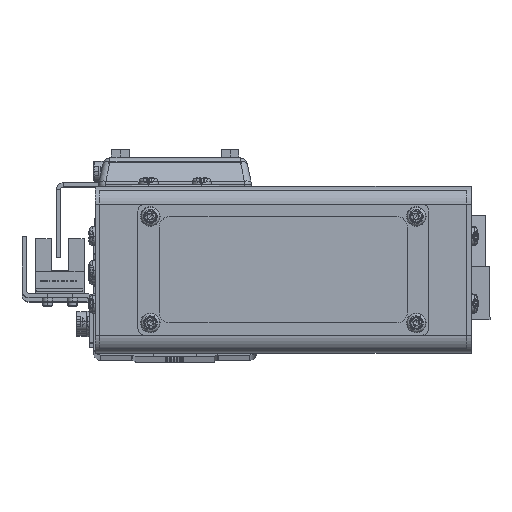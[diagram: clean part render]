
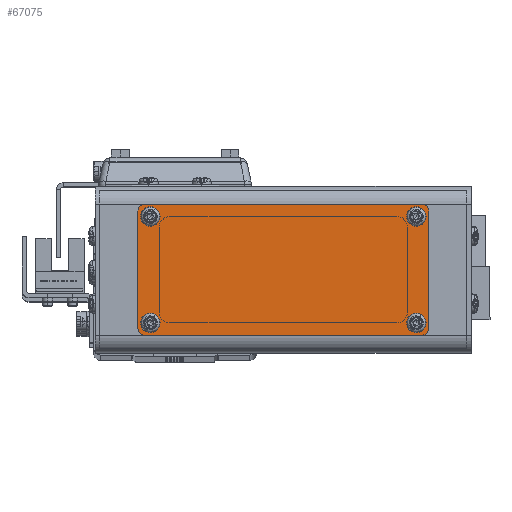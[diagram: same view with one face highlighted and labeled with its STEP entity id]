
A CAD part, top view. The second image highlights one B-rep face of the part: STEP entity #67075.
In plain terms, the highlighted face is planar.
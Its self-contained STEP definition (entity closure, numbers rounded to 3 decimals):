
#97 = AXIS2_PLACEMENT_3D ( 'NONE', #51254, #39884, #5357 ) ;
#140 = LINE ( 'NONE', #17909, #46163 ) ;
#412 = DIRECTION ( 'NONE',  ( 1., 0., 0. ) ) ;
#910 = CARTESIAN_POINT ( 'NONE',  ( 41., 2., 0. ) ) ;
#1850 = VERTEX_POINT ( 'NONE', #6923 ) ;
#1956 = CARTESIAN_POINT ( 'NONE',  ( 39., 2., 0. ) ) ;
#2626 = CIRCLE ( 'NONE', #19686, 1.7 ) ;
#2631 = EDGE_LOOP ( 'NONE', ( #17461, #7411, #33151, #40619, #64192, #50848, #33025, #40805 ) ) ;
#2662 = EDGE_CURVE ( 'NONE', #38529, #24872, #2626, .T. ) ;
#3539 = EDGE_LOOP ( 'NONE', ( #4491, #5153 ) ) ;
#4374 = CARTESIAN_POINT ( 'NONE',  ( 39., 37., 0. ) ) ;
#4491 = ORIENTED_EDGE ( 'NONE', *, *, #44825, .T. ) ;
#4680 = EDGE_CURVE ( 'NONE', #64026, #61370, #52176, .T. ) ;
#5153 = ORIENTED_EDGE ( 'NONE', *, *, #17545, .T. ) ;
#5357 = DIRECTION ( 'NONE',  ( 1., 0., 0. ) ) ;
#6916 = EDGE_CURVE ( 'NONE', #48887, #34327, #60889, .T. ) ;
#6923 = CARTESIAN_POINT ( 'NONE',  ( 41., 35., 0. ) ) ;
#7036 = FACE_BOUND ( 'NONE', #27060, .T. ) ;
#7411 = ORIENTED_EDGE ( 'NONE', *, *, #71628, .F. ) ;
#7739 = DIRECTION ( 'NONE',  ( 1., 0., 0. ) ) ;
#8121 = AXIS2_PLACEMENT_3D ( 'NONE', #22966, #63328, #28753 ) ;
#8622 = VERTEX_POINT ( 'NONE', #11542 ) ;
#9725 = CARTESIAN_POINT ( 'NONE',  ( -37.5, 33.5, 0. ) ) ;
#10259 = CARTESIAN_POINT ( 'NONE',  ( 39., 0., 0. ) ) ;
#11039 = AXIS2_PLACEMENT_3D ( 'NONE', #18763, #59164, #24595 ) ;
#11185 = AXIS2_PLACEMENT_3D ( 'NONE', #64826, #30250, #70627 ) ;
#11542 = CARTESIAN_POINT ( 'NONE',  ( -39., 0., 0. ) ) ;
#12443 = CARTESIAN_POINT ( 'NONE',  ( 37.5, 3.5, 0. ) ) ;
#15435 = CIRCLE ( 'NONE', #25149, 1.7 ) ;
#15484 = DIRECTION ( 'NONE',  ( 1., 0., 0. ) ) ;
#16652 = PLANE ( 'NONE',  #97 ) ;
#16853 = DIRECTION ( 'NONE',  ( 0., 0., 1. ) ) ;
#17102 = EDGE_LOOP ( 'NONE', ( #28168, #65748 ) ) ;
#17461 = ORIENTED_EDGE ( 'NONE', *, *, #63244, .F. ) ;
#17545 = EDGE_CURVE ( 'NONE', #25218, #74409, #62412, .T. ) ;
#17909 = CARTESIAN_POINT ( 'NONE',  ( 39., 37., 0. ) ) ;
#18182 = DIRECTION ( 'NONE',  ( 1., 0., 0. ) ) ;
#18366 = ORIENTED_EDGE ( 'NONE', *, *, #2662, .T. ) ;
#18763 = CARTESIAN_POINT ( 'NONE',  ( 37.5, 33.5, 0. ) ) ;
#18980 = CARTESIAN_POINT ( 'NONE',  ( -41., 2., 0. ) ) ;
#19054 = DIRECTION ( 'NONE',  ( 0., 0., 1. ) ) ;
#19292 = VERTEX_POINT ( 'NONE', #910 ) ;
#19686 = AXIS2_PLACEMENT_3D ( 'NONE', #12443, #52798, #18182 ) ;
#19933 = DIRECTION ( 'NONE',  ( 0., 0., 1. ) ) ;
#20275 = DIRECTION ( 'NONE',  ( 0., 0., 1. ) ) ;
#21492 = CARTESIAN_POINT ( 'NONE',  ( -35.8, 33.5, 0. ) ) ;
#22100 = VECTOR ( 'NONE', #41584, 1000. ) ;
#22352 = FACE_BOUND ( 'NONE', #3539, .T. ) ;
#22966 = CARTESIAN_POINT ( 'NONE',  ( 39., 35., 0. ) ) ;
#23243 = CARTESIAN_POINT ( 'NONE',  ( -39.2, 33.5, 0. ) ) ;
#24589 = ORIENTED_EDGE ( 'NONE', *, *, #31694, .T. ) ;
#24595 = DIRECTION ( 'NONE',  ( 1., 0., 0. ) ) ;
#24872 = VERTEX_POINT ( 'NONE', #28449 ) ;
#25149 = AXIS2_PLACEMENT_3D ( 'NONE', #54856, #20275, #60678 ) ;
#25218 = VERTEX_POINT ( 'NONE', #43023 ) ;
#25248 = EDGE_CURVE ( 'NONE', #24872, #38529, #15435, .T. ) ;
#25270 = DIRECTION ( 'NONE',  ( 1., 0., 0. ) ) ;
#25308 = EDGE_LOOP ( 'NONE', ( #18366, #44353 ) ) ;
#25556 = CARTESIAN_POINT ( 'NONE',  ( 35.8, 3.5, 0. ) ) ;
#26175 = AXIS2_PLACEMENT_3D ( 'NONE', #54530, #19933, #60324 ) ;
#26222 = AXIS2_PLACEMENT_3D ( 'NONE', #69505, #34937, #412 ) ;
#27060 = EDGE_LOOP ( 'NONE', ( #48828, #24589 ) ) ;
#27269 = AXIS2_PLACEMENT_3D ( 'NONE', #65726, #31145, #71540 ) ;
#27920 = CIRCLE ( 'NONE', #26222, 1.7 ) ;
#28168 = ORIENTED_EDGE ( 'NONE', *, *, #37696, .T. ) ;
#28449 = CARTESIAN_POINT ( 'NONE',  ( 39.2, 3.5, 0. ) ) ;
#28753 = DIRECTION ( 'NONE',  ( 1., 0., 0. ) ) ;
#28900 = AXIS2_PLACEMENT_3D ( 'NONE', #51478, #16853, #57247 ) ;
#29445 = EDGE_CURVE ( 'NONE', #34327, #8622, #59452, .T. ) ;
#30250 = DIRECTION ( 'NONE',  ( 0., 0., 1. ) ) ;
#30768 = VERTEX_POINT ( 'NONE', #4374 ) ;
#31076 = CARTESIAN_POINT ( 'NONE',  ( -39., 0., 0. ) ) ;
#31145 = DIRECTION ( 'NONE',  ( 0., 0., 1. ) ) ;
#31694 = EDGE_CURVE ( 'NONE', #61370, #64026, #72316, .T. ) ;
#31766 = CIRCLE ( 'NONE', #26175, 1.7 ) ;
#32653 = EDGE_CURVE ( 'NONE', #8622, #41608, #47846, .T. ) ;
#33025 = ORIENTED_EDGE ( 'NONE', *, *, #74779, .F. ) ;
#33151 = ORIENTED_EDGE ( 'NONE', *, *, #41333, .F. ) ;
#34269 = CARTESIAN_POINT ( 'NONE',  ( 41., 2., 0. ) ) ;
#34327 = VERTEX_POINT ( 'NONE', #18980 ) ;
#34937 = DIRECTION ( 'NONE',  ( 0., 0., 1. ) ) ;
#35900 = FACE_BOUND ( 'NONE', #17102, .T. ) ;
#37696 = EDGE_CURVE ( 'NONE', #63133, #40059, #31766, .T. ) ;
#38377 = VERTEX_POINT ( 'NONE', #45603 ) ;
#38529 = VERTEX_POINT ( 'NONE', #25556 ) ;
#39839 = CARTESIAN_POINT ( 'NONE',  ( 39.2, 33.5, 0. ) ) ;
#39884 = DIRECTION ( 'NONE',  ( 0., 0., 1. ) ) ;
#40059 = VERTEX_POINT ( 'NONE', #39839 ) ;
#40619 = ORIENTED_EDGE ( 'NONE', *, *, #32653, .F. ) ;
#40639 = CARTESIAN_POINT ( 'NONE',  ( -39.2, 3.5, 0. ) ) ;
#40805 = ORIENTED_EDGE ( 'NONE', *, *, #47862, .F. ) ;
#41333 = EDGE_CURVE ( 'NONE', #41608, #19292, #71573, .T. ) ;
#41584 = DIRECTION ( 'NONE',  ( 0., -1., 0. ) ) ;
#41608 = VERTEX_POINT ( 'NONE', #10259 ) ;
#42281 = DIRECTION ( 'NONE',  ( 0., 0., 1. ) ) ;
#42877 = AXIS2_PLACEMENT_3D ( 'NONE', #9725, #50108, #15484 ) ;
#43023 = CARTESIAN_POINT ( 'NONE',  ( -35.8, 3.5, 0. ) ) ;
#44215 = VECTOR ( 'NONE', #25270, 1000. ) ;
#44353 = ORIENTED_EDGE ( 'NONE', *, *, #25248, .T. ) ;
#44825 = EDGE_CURVE ( 'NONE', #74409, #25218, #27920, .T. ) ;
#45603 = CARTESIAN_POINT ( 'NONE',  ( -39., 37., 0. ) ) ;
#46163 = VECTOR ( 'NONE', #52537, 1000. ) ;
#47846 = LINE ( 'NONE', #31076, #44215 ) ;
#47862 = EDGE_CURVE ( 'NONE', #30768, #38377, #140, .T. ) ;
#48828 = ORIENTED_EDGE ( 'NONE', *, *, #4680, .T. ) ;
#48887 = VERTEX_POINT ( 'NONE', #60441 ) ;
#50108 = DIRECTION ( 'NONE',  ( 0., 0., 1. ) ) ;
#50617 = EDGE_CURVE ( 'NONE', #40059, #63133, #66556, .T. ) ;
#50848 = ORIENTED_EDGE ( 'NONE', *, *, #6916, .F. ) ;
#51254 = CARTESIAN_POINT ( 'NONE',  ( 39., 35., 0. ) ) ;
#51277 = FACE_BOUND ( 'NONE', #25308, .T. ) ;
#51478 = CARTESIAN_POINT ( 'NONE',  ( -39., 35., 0. ) ) ;
#51538 = AXIS2_PLACEMENT_3D ( 'NONE', #53665, #19054, #59443 ) ;
#51848 = LINE ( 'NONE', #34269, #72598 ) ;
#52176 = CIRCLE ( 'NONE', #11185, 1.7 ) ;
#52537 = DIRECTION ( 'NONE',  ( -1., 0., 0. ) ) ;
#52798 = DIRECTION ( 'NONE',  ( 0., 0., 1. ) ) ;
#53665 = CARTESIAN_POINT ( 'NONE',  ( -37.5, 3.5, 0. ) ) ;
#54530 = CARTESIAN_POINT ( 'NONE',  ( 37.5, 33.5, 0. ) ) ;
#54856 = CARTESIAN_POINT ( 'NONE',  ( 37.5, 3.5, 0. ) ) ;
#55025 = CIRCLE ( 'NONE', #8121, 2. ) ;
#57024 = CARTESIAN_POINT ( 'NONE',  ( 35.8, 33.5, 0. ) ) ;
#57247 = DIRECTION ( 'NONE',  ( 1., 0., 0. ) ) ;
#57928 = CIRCLE ( 'NONE', #28900, 2. ) ;
#59164 = DIRECTION ( 'NONE',  ( 0., 0., 1. ) ) ;
#59443 = DIRECTION ( 'NONE',  ( 1., 0., 0. ) ) ;
#59452 = CIRCLE ( 'NONE', #27269, 2. ) ;
#60324 = DIRECTION ( 'NONE',  ( 1., 0., 0. ) ) ;
#60441 = CARTESIAN_POINT ( 'NONE',  ( -41., 35., 0. ) ) ;
#60678 = DIRECTION ( 'NONE',  ( 1., 0., 0. ) ) ;
#60889 = LINE ( 'NONE', #70353, #22100 ) ;
#61370 = VERTEX_POINT ( 'NONE', #21492 ) ;
#62412 = CIRCLE ( 'NONE', #51538, 1.7 ) ;
#63133 = VERTEX_POINT ( 'NONE', #57024 ) ;
#63244 = EDGE_CURVE ( 'NONE', #1850, #30768, #55025, .T. ) ;
#63328 = DIRECTION ( 'NONE',  ( 0., 0., 1. ) ) ;
#64026 = VERTEX_POINT ( 'NONE', #23243 ) ;
#64192 = ORIENTED_EDGE ( 'NONE', *, *, #29445, .F. ) ;
#64826 = CARTESIAN_POINT ( 'NONE',  ( -37.5, 33.5, 0. ) ) ;
#65726 = CARTESIAN_POINT ( 'NONE',  ( -39., 2., 0. ) ) ;
#65748 = ORIENTED_EDGE ( 'NONE', *, *, #50617, .T. ) ;
#65959 = AXIS2_PLACEMENT_3D ( 'NONE', #1956, #42281, #7739 ) ;
#66556 = CIRCLE ( 'NONE', #11039, 1.7 ) ;
#66590 = FACE_OUTER_BOUND ( 'NONE', #2631, .T. ) ;
#67075 = ADVANCED_FACE ( 'NONE', ( #7036, #22352, #66590, #51277, #35900 ), #16652, .F. ) ;
#68828 = DIRECTION ( 'NONE',  ( 0., 1., 0. ) ) ;
#69505 = CARTESIAN_POINT ( 'NONE',  ( -37.5, 3.5, 0. ) ) ;
#70353 = CARTESIAN_POINT ( 'NONE',  ( -41., 35., 0. ) ) ;
#70627 = DIRECTION ( 'NONE',  ( 1., 0., 0. ) ) ;
#71540 = DIRECTION ( 'NONE',  ( 1., 0., 0. ) ) ;
#71573 = CIRCLE ( 'NONE', #65959, 2. ) ;
#71628 = EDGE_CURVE ( 'NONE', #19292, #1850, #51848, .T. ) ;
#72316 = CIRCLE ( 'NONE', #42877, 1.7 ) ;
#72598 = VECTOR ( 'NONE', #68828, 1000. ) ;
#74409 = VERTEX_POINT ( 'NONE', #40639 ) ;
#74779 = EDGE_CURVE ( 'NONE', #38377, #48887, #57928, .T. ) ;
